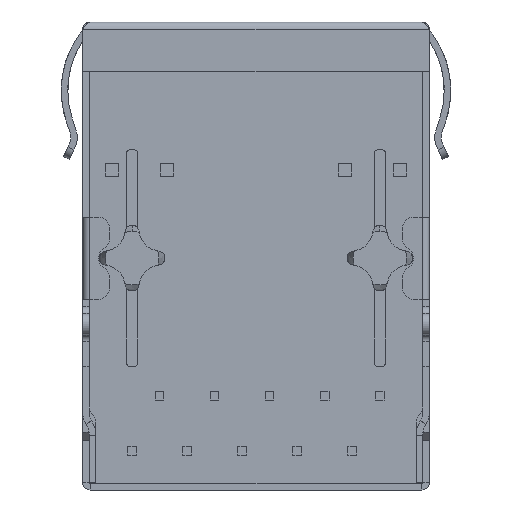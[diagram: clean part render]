
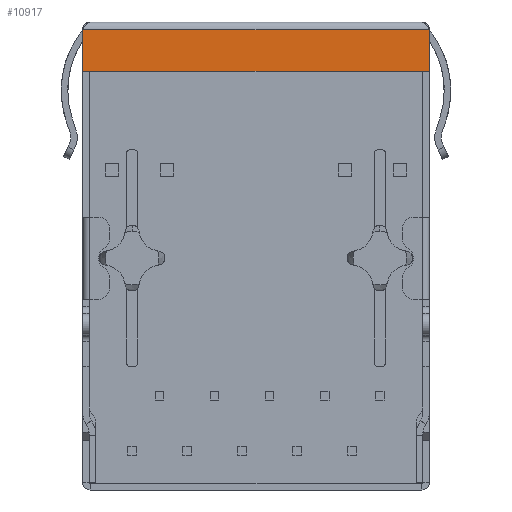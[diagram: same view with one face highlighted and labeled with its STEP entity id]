
A CAD part, front view. The second image highlights one B-rep face of the part: STEP entity #10917.
In plain terms, the highlighted planar face has unit normal (0, -1, 0).
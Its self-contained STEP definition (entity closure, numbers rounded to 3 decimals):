
#367 = VECTOR ( 'NONE', #8977, 1000. ) ;
#399 = LINE ( 'NONE', #14992, #367 ) ;
#885 = DIRECTION ( 'NONE',  ( 0., 0., -1. ) ) ;
#1858 = EDGE_CURVE ( 'NONE', #4202, #9747, #16997, .T. ) ;
#2079 = VECTOR ( 'NONE', #885, 1000. ) ;
#2215 = CARTESIAN_POINT ( 'NONE',  ( -8., 0., 8.63 ) ) ;
#3955 = EDGE_LOOP ( 'NONE', ( #11309, #16702, #7975, #13885 ) ) ;
#4202 = VERTEX_POINT ( 'NONE', #13978 ) ;
#5020 = LINE ( 'NONE', #14958, #17189 ) ;
#5202 = CARTESIAN_POINT ( 'NONE',  ( 8., 0., 8.63 ) ) ;
#5230 = CARTESIAN_POINT ( 'NONE',  ( 8., 0., 10.6 ) ) ;
#6337 = VERTEX_POINT ( 'NONE', #2215 ) ;
#6405 = CARTESIAN_POINT ( 'NONE',  ( 8., 0., 10.55 ) ) ;
#6579 = DIRECTION ( 'NONE',  ( 0., 0., 1. ) ) ;
#7070 = LINE ( 'NONE', #5230, #2079 ) ;
#7096 = EDGE_CURVE ( 'NONE', #13103, #6337, #5020, .T. ) ;
#7890 = CARTESIAN_POINT ( 'NONE',  ( 0., 0., 0. ) ) ;
#7975 = ORIENTED_EDGE ( 'NONE', *, *, #7096, .F. ) ;
#8977 = DIRECTION ( 'NONE',  ( 0., 0., -1. ) ) ;
#9317 = DIRECTION ( 'NONE',  ( 0., 1., 0. ) ) ;
#9747 = VERTEX_POINT ( 'NONE', #6405 ) ;
#10917 = ADVANCED_FACE ( 'NONE', ( #14005 ), #16228, .F. ) ;
#10986 = DIRECTION ( 'NONE',  ( 1., 0., 0. ) ) ;
#11054 = DIRECTION ( 'NONE',  ( -1., 0., 0. ) ) ;
#11309 = ORIENTED_EDGE ( 'NONE', *, *, #1858, .F. ) ;
#13022 = CARTESIAN_POINT ( 'NONE',  ( 8., 0., 10.55 ) ) ;
#13103 = VERTEX_POINT ( 'NONE', #5202 ) ;
#13281 = AXIS2_PLACEMENT_3D ( 'NONE', #7890, #9317, #6579 ) ;
#13885 = ORIENTED_EDGE ( 'NONE', *, *, #17673, .F. ) ;
#13978 = CARTESIAN_POINT ( 'NONE',  ( -8., 0., 10.55 ) ) ;
#14005 = FACE_OUTER_BOUND ( 'NONE', #3955, .T. ) ;
#14958 = CARTESIAN_POINT ( 'NONE',  ( 8., 0., 8.63 ) ) ;
#14992 = CARTESIAN_POINT ( 'NONE',  ( -8., 0., 10.6 ) ) ;
#16228 = PLANE ( 'NONE',  #13281 ) ;
#16702 = ORIENTED_EDGE ( 'NONE', *, *, #17234, .T. ) ;
#16997 = LINE ( 'NONE', #13022, #17342 ) ;
#17189 = VECTOR ( 'NONE', #11054, 1000. ) ;
#17234 = EDGE_CURVE ( 'NONE', #4202, #6337, #399, .T. ) ;
#17342 = VECTOR ( 'NONE', #10986, 1000. ) ;
#17673 = EDGE_CURVE ( 'NONE', #9747, #13103, #7070, .T. ) ;
